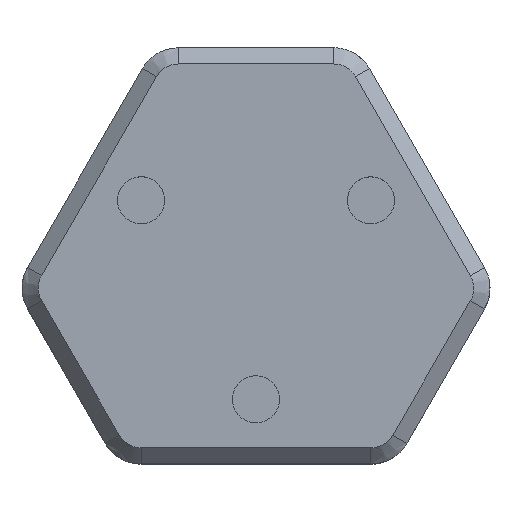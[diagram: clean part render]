
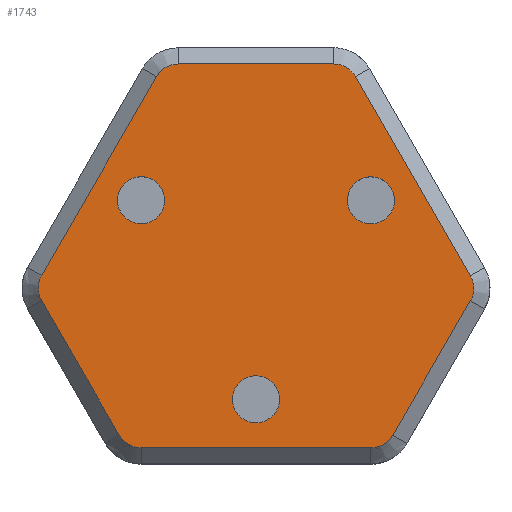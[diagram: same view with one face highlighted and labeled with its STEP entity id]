
A CAD part, top view. The second image highlights one B-rep face of the part: STEP entity #1743.
In plain terms, the highlighted planar face has unit normal (0, 0, 1).
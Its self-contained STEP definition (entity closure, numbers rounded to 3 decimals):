
#49=FACE_BOUND('',#653,.T.);
#50=FACE_BOUND('',#654,.T.);
#51=FACE_BOUND('',#655,.T.);
#59=B_SPLINE_CURVE_WITH_KNOTS('',3,(#2709,#2710,#2711,#2712,#2713,#2714,
#2715,#2716),.UNSPECIFIED.,.F.,.F.,(4,2,2,4),(-0.211,-0.146,
-0.081,0.),.UNSPECIFIED.);
#61=B_SPLINE_CURVE_WITH_KNOTS('',3,(#2766,#2767,#2768,#2769,#2770,#2771,
#2772,#2773),.UNSPECIFIED.,.F.,.F.,(4,2,2,4),(-0.211,-0.146,
-0.081,0.),.UNSPECIFIED.);
#63=B_SPLINE_CURVE_WITH_KNOTS('',3,(#2823,#2824,#2825,#2826,#2827,#2828,
#2829,#2830),.UNSPECIFIED.,.F.,.F.,(4,2,2,4),(-0.211,-0.146,
-0.081,0.),.UNSPECIFIED.);
#65=B_SPLINE_CURVE_WITH_KNOTS('',3,(#2875,#2876,#2877,#2878,#2879,#2880,
#2881),.UNSPECIFIED.,.F.,.F.,(4,2,1,4),(-0.211,-0.146,
-0.058,0.),.UNSPECIFIED.);
#67=B_SPLINE_CURVE_WITH_KNOTS('',3,(#2928,#2929,#2930,#2931,#2932,#2933,
#2934,#2935),.UNSPECIFIED.,.F.,.F.,(4,2,2,4),(-0.211,-0.146,
-0.081,0.),.UNSPECIFIED.);
#69=B_SPLINE_CURVE_WITH_KNOTS('',3,(#2982,#2983,#2984,#2985,#2986,#2987,
#2988,#2989),.UNSPECIFIED.,.F.,.F.,(4,2,2,4),(-0.211,-0.146,
-0.081,0.),.UNSPECIFIED.);
#216=LINE('',#2670,#416);
#221=LINE('',#2729,#421);
#225=LINE('',#2786,#425);
#229=LINE('',#2843,#429);
#233=LINE('',#2892,#433);
#236=LINE('',#2948,#436);
#416=VECTOR('',#2155,10.);
#421=VECTOR('',#2162,10.);
#425=VECTOR('',#2168,10.);
#429=VECTOR('',#2174,10.);
#433=VECTOR('',#2180,10.);
#436=VECTOR('',#2185,10.);
#552=FACE_OUTER_BOUND('',#652,.T.);
#652=EDGE_LOOP('',(#1436,#1437,#1438,#1439,#1440,#1441,#1442,#1443,#1444,
#1445,#1446,#1447));
#653=EDGE_LOOP('',(#1448));
#654=EDGE_LOOP('',(#1449));
#655=EDGE_LOOP('',(#1450));
#697=CIRCLE('',#1861,2.9);
#698=CIRCLE('',#1862,2.9);
#699=CIRCLE('',#1863,2.9);
#813=VERTEX_POINT('',#2667);
#814=VERTEX_POINT('',#2669);
#817=VERTEX_POINT('',#2707);
#819=VERTEX_POINT('',#2727);
#821=VERTEX_POINT('',#2764);
#823=VERTEX_POINT('',#2784);
#825=VERTEX_POINT('',#2821);
#827=VERTEX_POINT('',#2841);
#828=VERTEX_POINT('',#2873);
#829=VERTEX_POINT('',#2890);
#831=VERTEX_POINT('',#2926);
#833=VERTEX_POINT('',#2946);
#843=VERTEX_POINT('',#3088);
#844=VERTEX_POINT('',#3090);
#845=VERTEX_POINT('',#3092);
#1015=EDGE_CURVE('',#813,#814,#216,.T.);
#1019=EDGE_CURVE('',#817,#813,#59,.T.);
#1022=EDGE_CURVE('',#819,#817,#221,.T.);
#1025=EDGE_CURVE('',#821,#819,#61,.T.);
#1028=EDGE_CURVE('',#823,#821,#225,.T.);
#1031=EDGE_CURVE('',#825,#823,#63,.T.);
#1034=EDGE_CURVE('',#827,#825,#229,.T.);
#1037=EDGE_CURVE('',#828,#827,#65,.T.);
#1040=EDGE_CURVE('',#829,#828,#233,.T.);
#1042=EDGE_CURVE('',#831,#829,#67,.T.);
#1045=EDGE_CURVE('',#833,#831,#236,.T.);
#1047=EDGE_CURVE('',#814,#833,#69,.T.);
#1066=EDGE_CURVE('',#843,#843,#697,.T.);
#1067=EDGE_CURVE('',#844,#844,#698,.T.);
#1068=EDGE_CURVE('',#845,#845,#699,.T.);
#1436=ORIENTED_EDGE('',*,*,#1015,.F.);
#1437=ORIENTED_EDGE('',*,*,#1019,.F.);
#1438=ORIENTED_EDGE('',*,*,#1022,.F.);
#1439=ORIENTED_EDGE('',*,*,#1025,.F.);
#1440=ORIENTED_EDGE('',*,*,#1028,.F.);
#1441=ORIENTED_EDGE('',*,*,#1031,.F.);
#1442=ORIENTED_EDGE('',*,*,#1034,.F.);
#1443=ORIENTED_EDGE('',*,*,#1037,.F.);
#1444=ORIENTED_EDGE('',*,*,#1040,.F.);
#1445=ORIENTED_EDGE('',*,*,#1042,.F.);
#1446=ORIENTED_EDGE('',*,*,#1045,.F.);
#1447=ORIENTED_EDGE('',*,*,#1047,.F.);
#1448=ORIENTED_EDGE('',*,*,#1066,.T.);
#1449=ORIENTED_EDGE('',*,*,#1067,.T.);
#1450=ORIENTED_EDGE('',*,*,#1068,.T.);
#1660=PLANE('',#1860);
#1743=ADVANCED_FACE('',(#552,#49,#50,#51),#1660,.T.);
#1860=AXIS2_PLACEMENT_3D('',#3087,#2207,#2208);
#1861=AXIS2_PLACEMENT_3D('',#3089,#2209,#2210);
#1862=AXIS2_PLACEMENT_3D('',#3091,#2211,#2212);
#1863=AXIS2_PLACEMENT_3D('',#3093,#2213,#2214);
#2155=DIRECTION('',(-0.5,0.866,0.));
#2162=DIRECTION('',(-1.,0.,0.));
#2168=DIRECTION('',(-0.5,-0.866,0.));
#2174=DIRECTION('',(0.5,-0.866,0.));
#2180=DIRECTION('',(1.,0.,0.));
#2185=DIRECTION('',(0.5,0.866,0.));
#2207=DIRECTION('center_axis',(0.,0.,1.));
#2208=DIRECTION('ref_axis',(-1.,0.,0.));
#2209=DIRECTION('center_axis',(0.,0.,-1.));
#2210=DIRECTION('ref_axis',(-1.,0.,0.));
#2211=DIRECTION('center_axis',(0.,0.,-1.));
#2212=DIRECTION('ref_axis',(0.5,-0.866,0.));
#2213=DIRECTION('center_axis',(0.,0.,-1.));
#2214=DIRECTION('ref_axis',(0.5,0.866,0.));
#2667=CARTESIAN_POINT('',(-1197.531,-15.692,14.6));
#2669=CARTESIAN_POINT('',(-1207.076,0.841,14.6));
#2670=CARTESIAN_POINT('',(-1204.975,-2.798,14.6));
#2707=CARTESIAN_POINT('',(-1194.846,-17.242,14.6));
#2709=CARTESIAN_POINT('Ctrl Pts',(-1194.846,-17.242,14.6));
#2710=CARTESIAN_POINT('Ctrl Pts',(-1195.17,-17.242,14.6));
#2711=CARTESIAN_POINT('Ctrl Pts',(-1195.501,-17.195,14.6));
#2712=CARTESIAN_POINT('Ctrl Pts',(-1196.148,-16.986,14.6));
#2713=CARTESIAN_POINT('Ctrl Pts',(-1196.452,-16.827,14.6));
#2714=CARTESIAN_POINT('Ctrl Pts',(-1197.061,-16.361,14.6));
#2715=CARTESIAN_POINT('Ctrl Pts',(-1197.33,-16.039,14.6));
#2716=CARTESIAN_POINT('Ctrl Pts',(-1197.531,-15.692,14.6));
#2727=CARTESIAN_POINT('',(-1166.575,-17.242,14.6));
#2729=CARTESIAN_POINT('',(-1187.781,-17.242,14.6));
#2764=CARTESIAN_POINT('',(-1163.89,-15.692,14.6));
#2766=CARTESIAN_POINT('Ctrl Pts',(-1163.89,-15.692,14.6));
#2767=CARTESIAN_POINT('Ctrl Pts',(-1164.052,-15.972,14.6));
#2768=CARTESIAN_POINT('Ctrl Pts',(-1164.258,-16.236,14.6));
#2769=CARTESIAN_POINT('Ctrl Pts',(-1164.763,-16.691,14.6));
#2770=CARTESIAN_POINT('Ctrl Pts',(-1165.053,-16.875,14.6));
#2771=CARTESIAN_POINT('Ctrl Pts',(-1165.761,-17.17,14.6));
#2772=CARTESIAN_POINT('Ctrl Pts',(-1166.174,-17.242,14.6));
#2773=CARTESIAN_POINT('Ctrl Pts',(-1166.575,-17.242,14.6));
#2784=CARTESIAN_POINT('',(-1154.355,0.823,14.6));
#2786=CARTESIAN_POINT('',(-1161.22,-11.066,14.6));
#2821=CARTESIAN_POINT('',(-1154.355,3.923,14.6));
#2823=CARTESIAN_POINT('Ctrl Pts',(-1154.355,3.923,14.6));
#2824=CARTESIAN_POINT('Ctrl Pts',(-1154.194,3.643,14.6));
#2825=CARTESIAN_POINT('Ctrl Pts',(-1154.068,3.332,14.6));
#2826=CARTESIAN_POINT('Ctrl Pts',(-1153.926,2.667,14.6));
#2827=CARTESIAN_POINT('Ctrl Pts',(-1153.912,2.325,14.6));
#2828=CARTESIAN_POINT('Ctrl Pts',(-1154.011,1.564,14.6));
#2829=CARTESIAN_POINT('Ctrl Pts',(-1154.155,1.17,14.6));
#2830=CARTESIAN_POINT('Ctrl Pts',(-1154.355,0.823,14.6));
#2841=CARTESIAN_POINT('',(-1168.491,28.406,14.6));
#2843=CARTESIAN_POINT('',(-1158.178,10.543,14.6));
#2873=CARTESIAN_POINT('',(-1171.176,29.956,14.6));
#2875=CARTESIAN_POINT('Ctrl Pts',(-1171.176,29.956,14.6));
#2876=CARTESIAN_POINT('Ctrl Pts',(-1170.852,29.956,14.6));
#2877=CARTESIAN_POINT('Ctrl Pts',(-1170.521,29.909,14.6));
#2878=CARTESIAN_POINT('Ctrl Pts',(-1169.761,29.666,14.6));
#2879=CARTESIAN_POINT('Ctrl Pts',(-1169.083,29.249,14.6));
#2880=CARTESIAN_POINT('Ctrl Pts',(-1168.635,28.656,14.6));
#2881=CARTESIAN_POINT('Ctrl Pts',(-1168.491,28.406,14.6));
#2890=CARTESIAN_POINT('',(-1190.266,29.956,14.6));
#2892=CARTESIAN_POINT('',(-1175.946,29.956,14.6));
#2926=CARTESIAN_POINT('',(-1192.951,28.406,14.6));
#2928=CARTESIAN_POINT('Ctrl Pts',(-1192.951,28.406,14.6));
#2929=CARTESIAN_POINT('Ctrl Pts',(-1192.789,28.686,14.6));
#2930=CARTESIAN_POINT('Ctrl Pts',(-1192.583,28.95,14.6));
#2931=CARTESIAN_POINT('Ctrl Pts',(-1192.078,29.406,14.6));
#2932=CARTESIAN_POINT('Ctrl Pts',(-1191.789,29.59,14.6));
#2933=CARTESIAN_POINT('Ctrl Pts',(-1191.08,29.884,14.6));
#2934=CARTESIAN_POINT('Ctrl Pts',(-1190.667,29.956,14.6));
#2935=CARTESIAN_POINT('Ctrl Pts',(-1190.266,29.956,14.6));
#2946=CARTESIAN_POINT('',(-1207.076,3.941,14.6));
#2948=CARTESIAN_POINT('',(-1196.195,22.787,14.6));
#2982=CARTESIAN_POINT('Ctrl Pts',(-1207.076,0.841,14.6));
#2983=CARTESIAN_POINT('Ctrl Pts',(-1207.238,1.121,14.6));
#2984=CARTESIAN_POINT('Ctrl Pts',(-1207.363,1.432,14.6));
#2985=CARTESIAN_POINT('Ctrl Pts',(-1207.505,2.097,14.6));
#2986=CARTESIAN_POINT('Ctrl Pts',(-1207.52,2.439,14.6));
#2987=CARTESIAN_POINT('Ctrl Pts',(-1207.42,3.2,14.6));
#2988=CARTESIAN_POINT('Ctrl Pts',(-1207.277,3.594,14.6));
#2989=CARTESIAN_POINT('Ctrl Pts',(-1207.076,3.941,14.6));
#3087=CARTESIAN_POINT('Origin',(-1180.716,6.357,14.6));
#3088=CARTESIAN_POINT('',(-1191.947,13.191,14.6));
#3089=CARTESIAN_POINT('Origin',(-1194.847,13.191,14.6));
#3090=CARTESIAN_POINT('',(-1182.172,-8.783,14.6));
#3091=CARTESIAN_POINT('Origin',(-1180.722,-11.294,14.6));
#3092=CARTESIAN_POINT('',(-1168.03,10.67,14.6));
#3093=CARTESIAN_POINT('Origin',(-1166.58,13.181,14.6));
